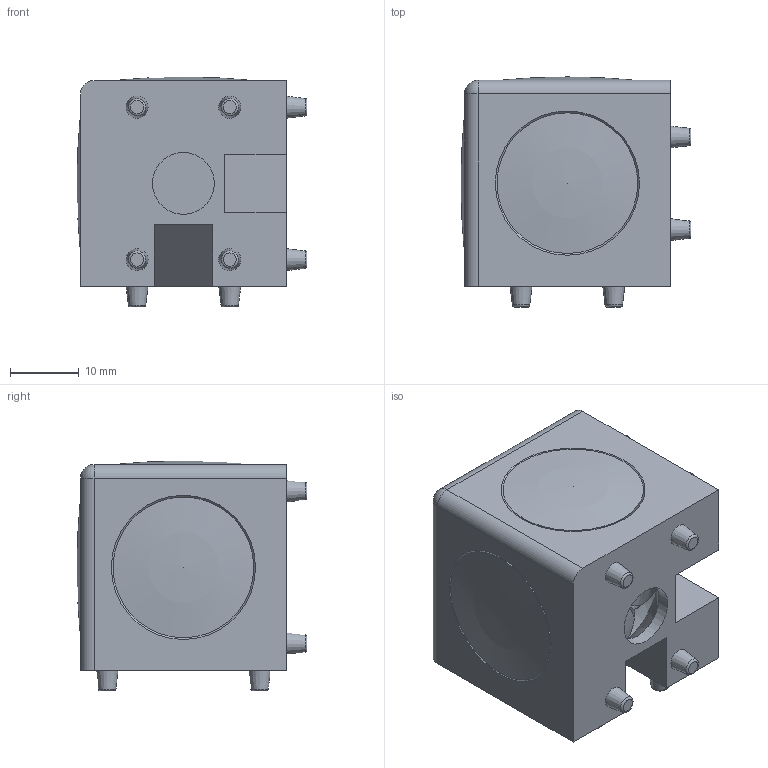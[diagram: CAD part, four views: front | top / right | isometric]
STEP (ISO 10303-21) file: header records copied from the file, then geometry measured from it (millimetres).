
FILE_DESCRIPTION(/* description */ ('STEP AP214'),/* implementation_level */ '2;1');
FILE_NAME(/* name */ '093WW304N08R',/* time_stamp */ '2022-09-30T13:20:55+02:00',/* author */ ('License CC BY-ND 4.0'),/* organization */ ('CADENAS'),/* preprocessor_version */ 'ST-DEVELOPER v18.102',/* originating_system */ 'PARTsolutions',/* authorisation */ ' ');
FILE_SCHEMA (('AUTOMOTIVE_DESIGN {1 0 10303 214 3 1 1}'));
Length unit declared in the file: millimetre
Products named in the file (3): 093WW304N08R; 093WW304N08R_cap; 093WW304N08R_body
Assembly tree (4 placements, depth 2):
  093WW304N08R
    093WW304N08R_cap  x3
    093WW304N08R_body
Bounding box: 33.5 x 33.5 x 33.5 mm (x, y, z)
Volume: 15537.1 mm3; surface area: 10433.3 mm2
Topology: 4 solids, 4 shells, 145 faces, 352 edges, 225 vertices
Faces by surface type: plane 54, cylinder 42, cone 30, torus 15, sphere 4
Full cylindrical faces by diameter (mm): 9 x3, 16.8 x3, 18 x3
Entity records: 2863 total; most frequent: CARTESIAN_POINT 527, DIRECTION 508, ORIENTED_EDGE 390, AXIS2_PLACEMENT_3D 227, EDGE_CURVE 195, EDGE_LOOP 165, FACE_BOUND 165, VERTEX_POINT 144
